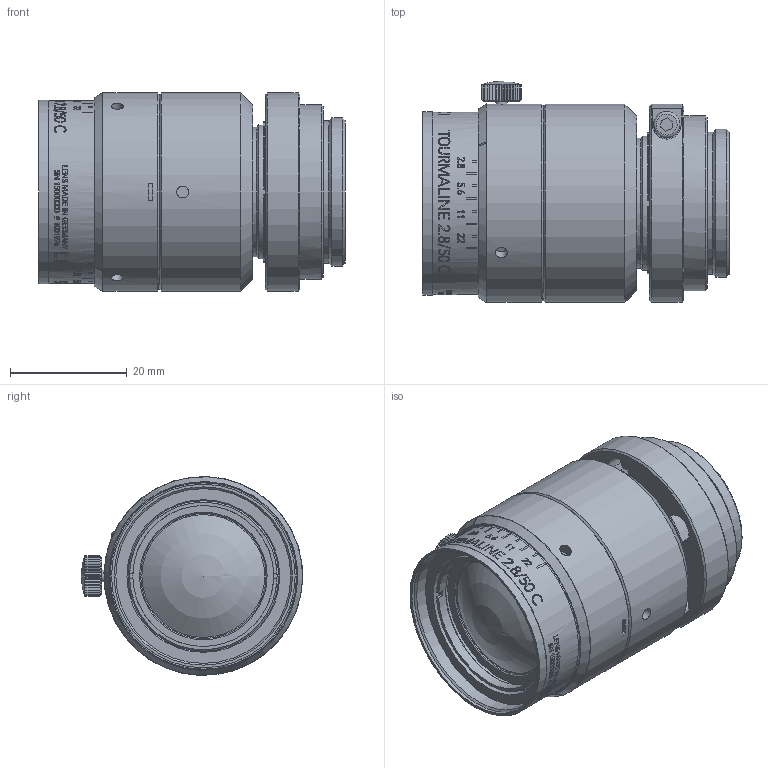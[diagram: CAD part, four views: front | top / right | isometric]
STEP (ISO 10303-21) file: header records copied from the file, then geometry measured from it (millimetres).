
FILE_DESCRIPTION(/* description */ (''),/* implementation_level */ '2;1');
FILE_NAME(/* name */ '1001976_00139632_003.stp',/* time_stamp */ '2021-09-21T15:52:20+02:00',/* author */ (''),/* organization */ (''),/* preprocessor_version */ 'ST-DEVELOPER v16',/* originating_system */ 'SIEMENS PLM Software NX 10.0',/* authorisation */ '');
FILE_SCHEMA (('AP203_CONFIGURATION_CONTROLLED_3D_DESIGN_OF_MECHANICAL_PARTS_AND_ASSEMBLIES_MIM_LF { 1 0 10303 403 2 1 2}'));
Length unit declared in the file: millimetre
Products named in the file (1): Froe4F1C6ED8rw73
Bounding box: 52.61 x 37.99 x 34.1 mm (x, y, z)
Volume: 32082 mm3; surface area: 14669.3 mm2
Topology: 1 solids, 4 shells, 549 faces, 1870 edges, 1443 vertices
Faces by surface type: cylinder 227, plane 202, cone 112, torus 5, sphere 3
Full cylindrical faces by diameter (mm): 2 x1, 2.05 x4, 2.5 x1, 19.5 x1, 21.142 x1, 21.5 x1, 22.3 x1, 22.5 x1, 23 x2, 23.1 x1, 24 x1, 24.2 x1, 24.4 x1, 25 x1, 25.3 x1, 25.4 x1, 26.2 x2, 30 x3, 30.6 x1, 31.3 x2, 31.5 x1, 32 x1, 32.5 x1, 34 x2
Entity records: 22908 total; most frequent: CARTESIAN_POINT 8126, ORIENTED_EDGE 3391, DIRECTION 2371, EDGE_CURVE 1717, VERTEX_POINT 1413, AXIS2_PLACEMENT_3D 1006, B_SPLINE_CURVE_WITH_KNOTS 864, EDGE_LOOP 821
